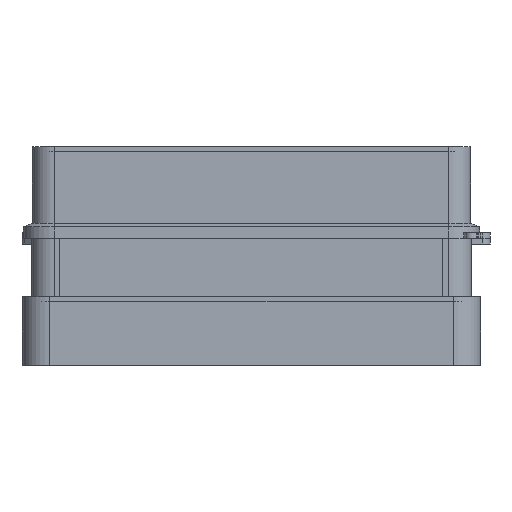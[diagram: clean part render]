
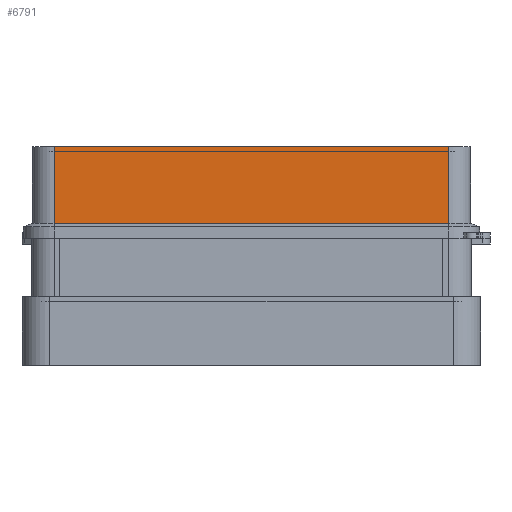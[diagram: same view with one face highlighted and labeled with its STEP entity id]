
A CAD part, front view. The second image highlights one B-rep face of the part: STEP entity #6791.
In plain terms, the highlighted planar face has unit normal (0, -1, 0).
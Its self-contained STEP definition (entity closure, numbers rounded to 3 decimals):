
#21 = CARTESIAN_POINT ( 'NONE',  ( 86., 158., 95.4 ) ) ;
#54 = CARTESIAN_POINT ( 'NONE',  ( -86., 158., 95.4 ) ) ;
#689 = EDGE_CURVE ( 'NONE', #11437, #1282, #7152, .T. ) ;
#1181 = ORIENTED_EDGE ( 'NONE', *, *, #12035, .T. ) ;
#1211 = EDGE_CURVE ( 'NONE', #1282, #4677, #8933, .T. ) ;
#1258 = VECTOR ( 'NONE', #2980, 1000. ) ;
#1282 = VERTEX_POINT ( 'NONE', #3464 ) ;
#1316 = VECTOR ( 'NONE', #10255, 1000. ) ;
#1612 = AXIS2_PLACEMENT_3D ( 'NONE', #9866, #10893, #4681 ) ;
#1633 = LINE ( 'NONE', #13320, #1316 ) ;
#1859 = DIRECTION ( 'NONE',  ( 0., 0., 1. ) ) ;
#1878 = CARTESIAN_POINT ( 'NONE',  ( -86., 158., 95.4 ) ) ;
#1955 = CARTESIAN_POINT ( 'NONE',  ( -86., 158., 61.9 ) ) ;
#2980 = DIRECTION ( 'NONE',  ( 0., 0., -1. ) ) ;
#3464 = CARTESIAN_POINT ( 'NONE',  ( 86., 158., 61.9 ) ) ;
#3639 = PLANE ( 'NONE',  #1612 ) ;
#3671 = ORIENTED_EDGE ( 'NONE', *, *, #689, .T. ) ;
#4677 = VERTEX_POINT ( 'NONE', #6689 ) ;
#4681 = DIRECTION ( 'NONE',  ( -1., 0., 0. ) ) ;
#4735 = VECTOR ( 'NONE', #6991, 1000. ) ;
#6375 = VERTEX_POINT ( 'NONE', #54 ) ;
#6689 = CARTESIAN_POINT ( 'NONE',  ( 86., 158., 95.4 ) ) ;
#6791 = ADVANCED_FACE ( 'NONE', ( #10139 ), #3639, .F. ) ;
#6945 = CARTESIAN_POINT ( 'NONE',  ( -86., 158., 61.9 ) ) ;
#6991 = DIRECTION ( 'NONE',  ( 1., 0., 0. ) ) ;
#7152 = LINE ( 'NONE', #6945, #4735 ) ;
#8617 = VECTOR ( 'NONE', #1859, 1000. ) ;
#8933 = LINE ( 'NONE', #21, #8617 ) ;
#9184 = ORIENTED_EDGE ( 'NONE', *, *, #1211, .T. ) ;
#9611 = LINE ( 'NONE', #1878, #1258 ) ;
#9866 = CARTESIAN_POINT ( 'NONE',  ( -95.5, 158., 95.4 ) ) ;
#10139 = FACE_OUTER_BOUND ( 'NONE', #11134, .T. ) ;
#10255 = DIRECTION ( 'NONE',  ( 1., 0., 0. ) ) ;
#10398 = EDGE_CURVE ( 'NONE', #6375, #4677, #1633, .T. ) ;
#10893 = DIRECTION ( 'NONE',  ( 0., 1., 0. ) ) ;
#11134 = EDGE_LOOP ( 'NONE', ( #3671, #9184, #11960, #1181 ) ) ;
#11437 = VERTEX_POINT ( 'NONE', #1955 ) ;
#11960 = ORIENTED_EDGE ( 'NONE', *, *, #10398, .F. ) ;
#12035 = EDGE_CURVE ( 'NONE', #6375, #11437, #9611, .T. ) ;
#13320 = CARTESIAN_POINT ( 'NONE',  ( -95.5, 158., 95.4 ) ) ;
